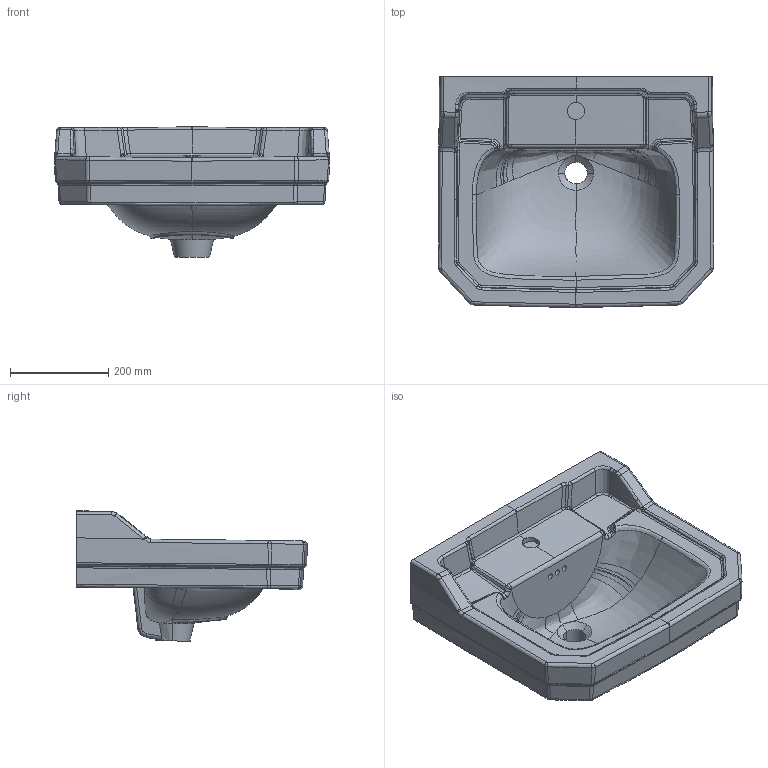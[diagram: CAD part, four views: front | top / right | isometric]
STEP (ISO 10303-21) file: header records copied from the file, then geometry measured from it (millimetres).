
FILE_DESCRIPTION(/* description */ (''),/* implementation_level */ '2;1');
FILE_NAME(/* name */ 'LPY244~3',/* time_stamp */ '2021-11-18T13:55:30+08:00',/* author */ (''),/* organization */ (''),/* preprocessor_version */ 'ST-DEVELOPER v15',/* originating_system */ '',/* authorisation */ '');
FILE_SCHEMA (('AUTOMOTIVE_DESIGN'));
Length unit declared in the file: millimetre
Products named in the file (1): Document
Bounding box: 559.94 x 469.99 x 265 mm (x, y, z)
Volume: 18061609.6 mm3; surface area: 898361.3 mm2
Topology: 1 solids, 1 shells, 362 faces, 904 edges, 543 vertices
Faces by surface type: bspline 362
Entity records: 177813 total; most frequent: CARTESIAN_POINT 166456, B_SPLINE_CURVE_WITH_KNOTS 2340, ORIENTED_EDGE 1800, PCURVE 1800, DEFINITIONAL_REPRESENTATION 1800, SURFACE_CURVE 900, EDGE_CURVE 900, VERTEX_POINT 543
